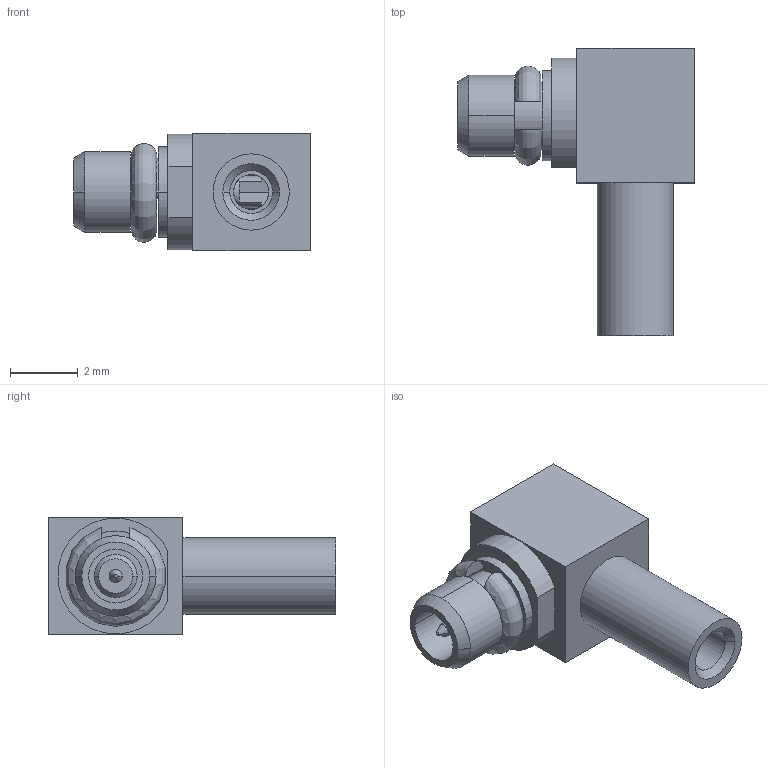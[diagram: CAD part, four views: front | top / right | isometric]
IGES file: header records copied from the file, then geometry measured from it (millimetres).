
Start section:  PTC IGES file: 908-43600.igs
Global section: file name: 908-43600.igs; native system: Pro/ENGINEER by Parametric Technology Corporation; preprocessor: 2008010; author: ogefen; organization: Unknown; date: 20090713.162228; units: millimetre
Bounding box: 7.01 x 8.51 x 3.48 mm (x, y, z)
Surface area: 229.8 mm2 (no closed solid volume)
Topology: 0 solids, 0 shells, 62 faces, 278 edges, 278 vertices
Faces by surface type: revolution 39, bspline 23
